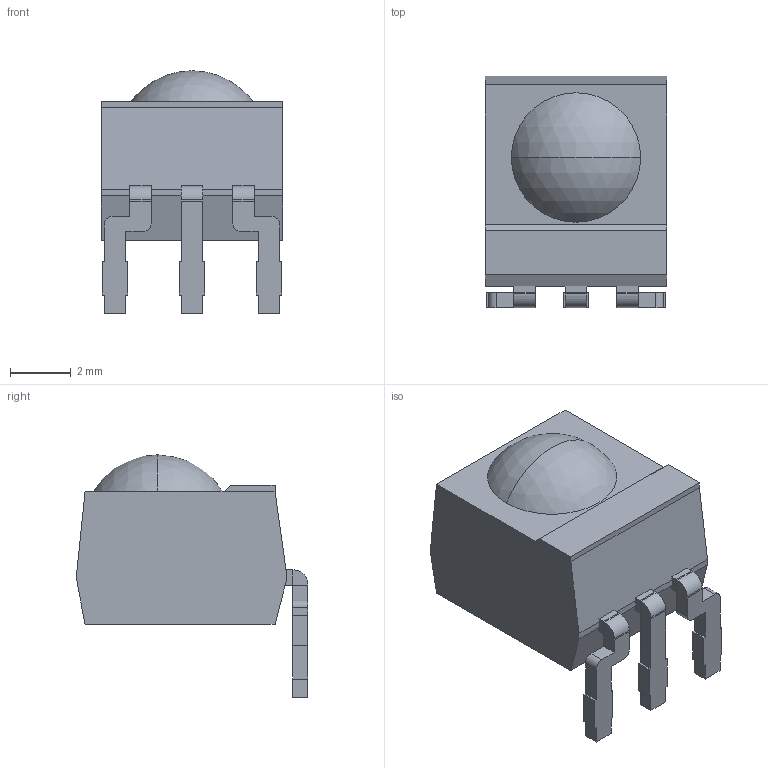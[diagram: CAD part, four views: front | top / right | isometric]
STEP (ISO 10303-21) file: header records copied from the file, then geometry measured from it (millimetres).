
FILE_DESCRIPTION(('FreeCAD Model'),'2;1');
FILE_NAME('Open CASCADE Shape Model','2024-05-24T18:48:18',(''),(''), 'Open CASCADE STEP processor 7.6','FreeCAD','Unknown');
FILE_SCHEMA(('AUTOMOTIVE_DESIGN { 1 0 10303 214 1 1 1 1 }'));
Length unit declared in the file: millimetre
Products named in the file (1): Cut
Bounding box: 6 x 7.64 x 8 mm (x, y, z)
Volume: 191.2 mm3; surface area: 229.5 mm2
Topology: 1 solids, 1 shells, 102 faces, 269 edges, 170 vertices
Faces by surface type: plane 93, cylinder 7, sphere 2
Entity records: 3783 total; most frequent: CARTESIAN_POINT 542, ORIENTED_EDGE 538, DIRECTION 492, EDGE_CURVE 269, LINE 252, VECTOR 252, VERTEX_POINT 170, AXIS2_PLACEMENT_3D 120
